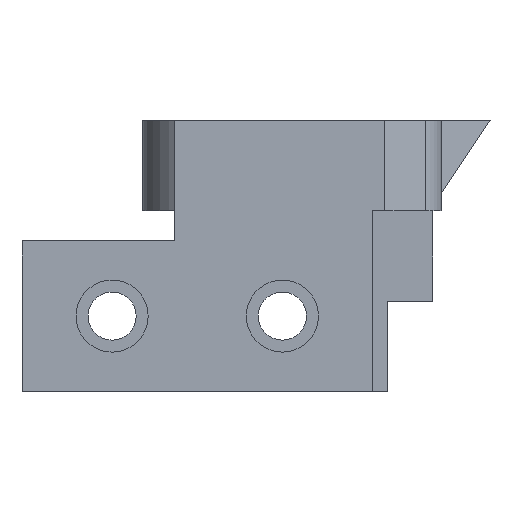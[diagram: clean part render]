
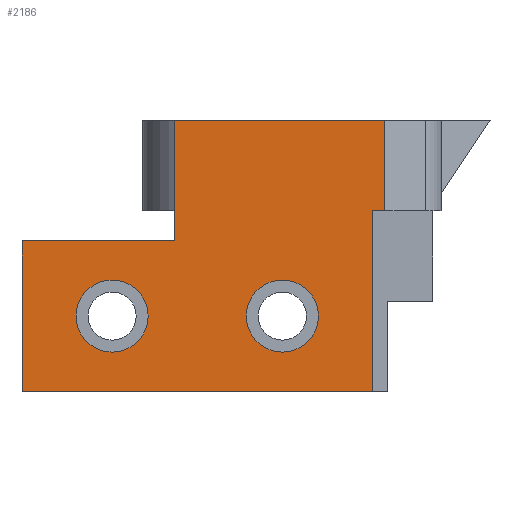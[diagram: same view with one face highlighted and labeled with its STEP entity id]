
A CAD part, front view. The second image highlights one B-rep face of the part: STEP entity #2186.
In plain terms, the highlighted planar face has unit normal (0, -1, 0).
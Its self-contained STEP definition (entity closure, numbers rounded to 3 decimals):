
#15 = VECTOR ( 'NONE', #1713, 1000. ) ;
#52 = EDGE_LOOP ( 'NONE', ( #626, #683 ) ) ;
#79 = DIRECTION ( 'NONE',  ( 0., 0., 1. ) ) ;
#92 = EDGE_CURVE ( 'NONE', #2049, #102, #2167, .T. ) ;
#96 = ORIENTED_EDGE ( 'NONE', *, *, #180, .F. ) ;
#97 = CARTESIAN_POINT ( 'NONE',  ( -4.04, -1.19, -3.5 ) ) ;
#102 = VERTEX_POINT ( 'NONE', #1100 ) ;
#151 = CARTESIAN_POINT ( 'NONE',  ( 4.628, -1.19, 0. ) ) ;
#165 = CIRCLE ( 'NONE', #1121, 1.2 ) ;
#180 = EDGE_CURVE ( 'NONE', #530, #2192, #2539, .T. ) ;
#183 = ORIENTED_EDGE ( 'NONE', *, *, #732, .F. ) ;
#190 = EDGE_CURVE ( 'NONE', #2361, #420, #1918, .T. ) ;
#197 = LINE ( 'NONE', #596, #511 ) ;
#215 = CARTESIAN_POINT ( 'NONE',  ( -1.955, -1.19, 3. ) ) ;
#233 = LINE ( 'NONE', #1468, #2447 ) ;
#249 = DIRECTION ( 'NONE',  ( -1., 0., 0. ) ) ;
#334 = AXIS2_PLACEMENT_3D ( 'NONE', #1940, #664, #1304 ) ;
#343 = CIRCLE ( 'NONE', #1295, 1.2 ) ;
#358 = CARTESIAN_POINT ( 'NONE',  ( 1.628, -1.19, -2.3 ) ) ;
#375 = CARTESIAN_POINT ( 'NONE',  ( -1.955, -1.19, -1. ) ) ;
#420 = VERTEX_POINT ( 'NONE', #375 ) ;
#433 = CARTESIAN_POINT ( 'NONE',  ( 5.04, -1.19, 0. ) ) ;
#452 = CARTESIAN_POINT ( 'NONE',  ( 4.628, -1.19, -6. ) ) ;
#511 = VECTOR ( 'NONE', #1266, 1000. ) ;
#530 = VERTEX_POINT ( 'NONE', #452 ) ;
#582 = EDGE_CURVE ( 'NONE', #2361, #2698, #2549, .T. ) ;
#596 = CARTESIAN_POINT ( 'NONE',  ( 9.848, -1.19, -1. ) ) ;
#612 = FACE_OUTER_BOUND ( 'NONE', #1609, .T. ) ;
#626 = ORIENTED_EDGE ( 'NONE', *, *, #648, .F. ) ;
#648 = EDGE_CURVE ( 'NONE', #102, #2049, #343, .T. ) ;
#664 = DIRECTION ( 'NONE',  ( 0., -1., 0. ) ) ;
#683 = ORIENTED_EDGE ( 'NONE', *, *, #92, .F. ) ;
#732 = EDGE_CURVE ( 'NONE', #1037, #1448, #165, .T. ) ;
#821 = VECTOR ( 'NONE', #249, 1000. ) ;
#840 = VERTEX_POINT ( 'NONE', #2149 ) ;
#846 = DIRECTION ( 'NONE',  ( 0., 0., -1. ) ) ;
#886 = CARTESIAN_POINT ( 'NONE',  ( -1.955, -1.19, 3. ) ) ;
#934 = EDGE_CURVE ( 'NONE', #1580, #1777, #1334, .T. ) ;
#952 = DIRECTION ( 'NONE',  ( 0., -1., 0. ) ) ;
#1026 = DIRECTION ( 'NONE',  ( 0., 0., -1. ) ) ;
#1037 = VERTEX_POINT ( 'NONE', #1470 ) ;
#1060 = DIRECTION ( 'NONE',  ( 0., 0., -1. ) ) ;
#1063 = EDGE_CURVE ( 'NONE', #1448, #1037, #1827, .T. ) ;
#1100 = CARTESIAN_POINT ( 'NONE',  ( 1.628, -1.19, -4.7 ) ) ;
#1117 = CARTESIAN_POINT ( 'NONE',  ( 4.628, -1.19, -6. ) ) ;
#1121 = AXIS2_PLACEMENT_3D ( 'NONE', #97, #1766, #1026 ) ;
#1133 = AXIS2_PLACEMENT_3D ( 'NONE', #215, #1277, #1445 ) ;
#1266 = DIRECTION ( 'NONE',  ( -1., 0., 0. ) ) ;
#1277 = DIRECTION ( 'NONE',  ( 0., 1., 0. ) ) ;
#1295 = AXIS2_PLACEMENT_3D ( 'NONE', #2190, #952, #2401 ) ;
#1303 = ORIENTED_EDGE ( 'NONE', *, *, #1063, .F. ) ;
#1304 = DIRECTION ( 'NONE',  ( 0., 0., -1. ) ) ;
#1334 = LINE ( 'NONE', #1560, #1522 ) ;
#1393 = ORIENTED_EDGE ( 'NONE', *, *, #2078, .F. ) ;
#1445 = DIRECTION ( 'NONE',  ( 0., 0., 1. ) ) ;
#1448 = VERTEX_POINT ( 'NONE', #2187 ) ;
#1461 = EDGE_CURVE ( 'NONE', #530, #1580, #2148, .T. ) ;
#1468 = CARTESIAN_POINT ( 'NONE',  ( 5.04, -1.19, 3. ) ) ;
#1470 = CARTESIAN_POINT ( 'NONE',  ( -4.04, -1.19, -4.7 ) ) ;
#1487 = ORIENTED_EDGE ( 'NONE', *, *, #1894, .T. ) ;
#1508 = DIRECTION ( 'NONE',  ( 1., 0., 0. ) ) ;
#1522 = VECTOR ( 'NONE', #2172, 1000. ) ;
#1560 = CARTESIAN_POINT ( 'NONE',  ( -1.955, -1.19, 0. ) ) ;
#1580 = VERTEX_POINT ( 'NONE', #151 ) ;
#1609 = EDGE_LOOP ( 'NONE', ( #1824, #1788, #1393, #2650, #2269, #2318, #1487, #96 ) ) ;
#1639 = FACE_BOUND ( 'NONE', #52, .T. ) ;
#1683 = VECTOR ( 'NONE', #1508, 1000. ) ;
#1685 = CARTESIAN_POINT ( 'NONE',  ( -4.04, -1.19, -3.5 ) ) ;
#1704 = DIRECTION ( 'NONE',  ( 0., -1., 0. ) ) ;
#1713 = DIRECTION ( 'NONE',  ( 0., 0., -1. ) ) ;
#1766 = DIRECTION ( 'NONE',  ( 0., -1., 0. ) ) ;
#1777 = VERTEX_POINT ( 'NONE', #433 ) ;
#1788 = ORIENTED_EDGE ( 'NONE', *, *, #934, .T. ) ;
#1799 = CARTESIAN_POINT ( 'NONE',  ( -1.955, -1.19, 3. ) ) ;
#1824 = ORIENTED_EDGE ( 'NONE', *, *, #1461, .T. ) ;
#1827 = CIRCLE ( 'NONE', #2573, 1.2 ) ;
#1889 = PLANE ( 'NONE',  #1133 ) ;
#1894 = EDGE_CURVE ( 'NONE', #840, #2192, #2185, .T. ) ;
#1918 = LINE ( 'NONE', #886, #15 ) ;
#1940 = CARTESIAN_POINT ( 'NONE',  ( 1.628, -1.19, -3.5 ) ) ;
#1962 = DIRECTION ( 'NONE',  ( 0., 0., -1. ) ) ;
#2049 = VERTEX_POINT ( 'NONE', #358 ) ;
#2078 = EDGE_CURVE ( 'NONE', #2698, #1777, #233, .T. ) ;
#2089 = FACE_BOUND ( 'NONE', #2715, .T. ) ;
#2125 = CARTESIAN_POINT ( 'NONE',  ( 4.628, -1.19, -6. ) ) ;
#2132 = EDGE_CURVE ( 'NONE', #420, #840, #197, .T. ) ;
#2148 = LINE ( 'NONE', #1117, #2399 ) ;
#2149 = CARTESIAN_POINT ( 'NONE',  ( -7.04, -1.19, -1. ) ) ;
#2167 = CIRCLE ( 'NONE', #334, 1.2 ) ;
#2169 = CARTESIAN_POINT ( 'NONE',  ( -7.04, -1.19, -6. ) ) ;
#2172 = DIRECTION ( 'NONE',  ( 1., 0., 0. ) ) ;
#2173 = CARTESIAN_POINT ( 'NONE',  ( 5.04, -1.19, 3. ) ) ;
#2185 = LINE ( 'NONE', #2169, #2529 ) ;
#2186 = ADVANCED_FACE ( 'NONE', ( #2089, #1639, #612 ), #1889, .F. ) ;
#2187 = CARTESIAN_POINT ( 'NONE',  ( -4.04, -1.19, -2.3 ) ) ;
#2190 = CARTESIAN_POINT ( 'NONE',  ( 1.628, -1.19, -3.5 ) ) ;
#2192 = VERTEX_POINT ( 'NONE', #2280 ) ;
#2269 = ORIENTED_EDGE ( 'NONE', *, *, #190, .T. ) ;
#2280 = CARTESIAN_POINT ( 'NONE',  ( -7.04, -1.19, -6. ) ) ;
#2318 = ORIENTED_EDGE ( 'NONE', *, *, #2132, .T. ) ;
#2361 = VERTEX_POINT ( 'NONE', #1799 ) ;
#2371 = CARTESIAN_POINT ( 'NONE',  ( -1.955, -1.19, 3. ) ) ;
#2399 = VECTOR ( 'NONE', #79, 1000. ) ;
#2401 = DIRECTION ( 'NONE',  ( 0., 0., -1. ) ) ;
#2447 = VECTOR ( 'NONE', #846, 1000. ) ;
#2529 = VECTOR ( 'NONE', #1962, 1000. ) ;
#2539 = LINE ( 'NONE', #2125, #821 ) ;
#2549 = LINE ( 'NONE', #2371, #1683 ) ;
#2573 = AXIS2_PLACEMENT_3D ( 'NONE', #1685, #1704, #1060 ) ;
#2650 = ORIENTED_EDGE ( 'NONE', *, *, #582, .F. ) ;
#2698 = VERTEX_POINT ( 'NONE', #2173 ) ;
#2715 = EDGE_LOOP ( 'NONE', ( #183, #1303 ) ) ;
